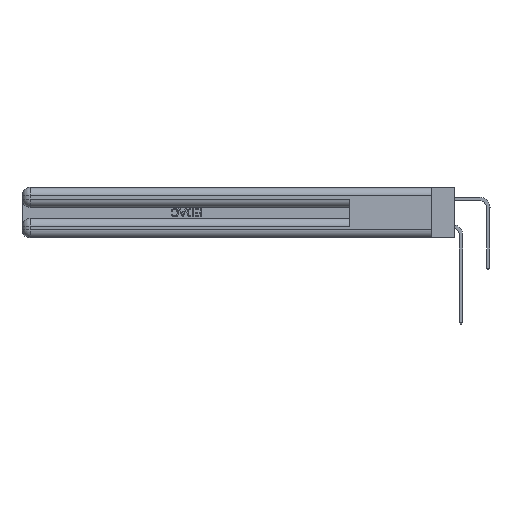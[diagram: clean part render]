
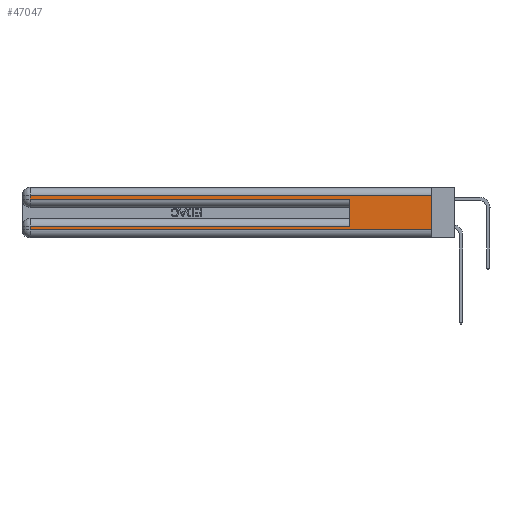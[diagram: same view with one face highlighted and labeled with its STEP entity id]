
A CAD part, left-side view. The second image highlights one B-rep face of the part: STEP entity #47047.
In plain terms, the highlighted planar face has unit normal (-1, 0, 0).
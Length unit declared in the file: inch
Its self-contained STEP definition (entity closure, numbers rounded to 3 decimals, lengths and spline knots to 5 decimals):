
#109 = ORIENTED_EDGE ( 'NONE', *, *, #6029, .T. ) ;
#611 = LINE ( 'NONE', #48171, #30716 ) ;
#1187 = VERTEX_POINT ( 'NONE', #38780 ) ;
#2878 = DIRECTION ( 'NONE',  ( 0., 0., 1. ) ) ;
#3034 = EDGE_CURVE ( 'NONE', #20789, #9192, #24630, .T. ) ;
#3685 = CARTESIAN_POINT ( 'NONE',  ( 0., 0., 0.06 ) ) ;
#5241 = AXIS2_PLACEMENT_3D ( 'NONE', #23518, #8489, #34810 ) ;
#6029 = EDGE_CURVE ( 'NONE', #28006, #26913, #25620, .T. ) ;
#7063 = LINE ( 'NONE', #21817, #8250 ) ;
#7935 = LINE ( 'NONE', #12826, #46477 ) ;
#8250 = VECTOR ( 'NONE', #47752, 39.37008 ) ;
#8489 = DIRECTION ( 'NONE',  ( 1., 0., 0. ) ) ;
#8745 = CARTESIAN_POINT ( 'NONE',  ( 0., 0.6, 0.085 ) ) ;
#9192 = VERTEX_POINT ( 'NONE', #25250 ) ;
#9217 = EDGE_CURVE ( 'NONE', #20789, #43981, #7063, .T. ) ;
#10284 = CARTESIAN_POINT ( 'NONE',  ( 0., 2.94, 0.285 ) ) ;
#10401 = EDGE_CURVE ( 'NONE', #9192, #42537, #44967, .T. ) ;
#12826 = CARTESIAN_POINT ( 'NONE',  ( 0., 0., 0.285 ) ) ;
#14649 = DIRECTION ( 'NONE',  ( 0., 0., -1. ) ) ;
#16018 = ORIENTED_EDGE ( 'NONE', *, *, #3034, .T. ) ;
#16251 = EDGE_CURVE ( 'NONE', #28006, #1187, #28233, .T. ) ;
#17348 = CARTESIAN_POINT ( 'NONE',  ( 0., 2.94, 0.06 ) ) ;
#18050 = CARTESIAN_POINT ( 'NONE',  ( 0., 2.94, 0.37 ) ) ;
#20789 = VERTEX_POINT ( 'NONE', #22644 ) ;
#21817 = CARTESIAN_POINT ( 'NONE',  ( 0., 0., 0.37 ) ) ;
#21879 = DIRECTION ( 'NONE',  ( 0., 0., -1. ) ) ;
#22644 = CARTESIAN_POINT ( 'NONE',  ( 0., 0., 0.31 ) ) ;
#22745 = VECTOR ( 'NONE', #29640, 39.37008 ) ;
#23518 = CARTESIAN_POINT ( 'NONE',  ( 0., 0., 0.37 ) ) ;
#24630 = LINE ( 'NONE', #42463, #42083 ) ;
#25250 = CARTESIAN_POINT ( 'NONE',  ( 0., 2.94, 0.31 ) ) ;
#25253 = VECTOR ( 'NONE', #21879, 39.37008 ) ;
#25620 = LINE ( 'NONE', #28411, #26798 ) ;
#25875 = CARTESIAN_POINT ( 'NONE',  ( 0., 0., 0.06 ) ) ;
#26798 = VECTOR ( 'NONE', #43129, 39.37008 ) ;
#26913 = VERTEX_POINT ( 'NONE', #47534 ) ;
#27302 = PLANE ( 'NONE',  #5241 ) ;
#27463 = ORIENTED_EDGE ( 'NONE', *, *, #10401, .T. ) ;
#27741 = DIRECTION ( 'NONE',  ( 0., 1., 0. ) ) ;
#28006 = VERTEX_POINT ( 'NONE', #8745 ) ;
#28233 = LINE ( 'NONE', #47647, #46731 ) ;
#28411 = CARTESIAN_POINT ( 'NONE',  ( 0., 0., 0.085 ) ) ;
#29289 = EDGE_CURVE ( 'NONE', #40328, #43981, #32689, .T. ) ;
#29640 = DIRECTION ( 'NONE',  ( 0., -1., 0. ) ) ;
#30716 = VECTOR ( 'NONE', #14649, 39.37008 ) ;
#32689 = LINE ( 'NONE', #25875, #22745 ) ;
#34399 = EDGE_LOOP ( 'NONE', ( #43938, #16018, #27463, #37464, #47290, #109, #47423, #47758 ) ) ;
#34810 = DIRECTION ( 'NONE',  ( 0., 0., -1. ) ) ;
#37243 = EDGE_CURVE ( 'NONE', #42537, #1187, #7935, .T. ) ;
#37464 = ORIENTED_EDGE ( 'NONE', *, *, #37243, .T. ) ;
#38780 = CARTESIAN_POINT ( 'NONE',  ( 0., 0.6, 0.285 ) ) ;
#39898 = FACE_OUTER_BOUND ( 'NONE', #34399, .T. ) ;
#40328 = VERTEX_POINT ( 'NONE', #17348 ) ;
#42083 = VECTOR ( 'NONE', #27741, 39.37008 ) ;
#42463 = CARTESIAN_POINT ( 'NONE',  ( 0., 0., 0.31 ) ) ;
#42537 = VERTEX_POINT ( 'NONE', #10284 ) ;
#43129 = DIRECTION ( 'NONE',  ( 0., 1., 0. ) ) ;
#43938 = ORIENTED_EDGE ( 'NONE', *, *, #9217, .F. ) ;
#43981 = VERTEX_POINT ( 'NONE', #3685 ) ;
#44967 = LINE ( 'NONE', #18050, #25253 ) ;
#46388 = DIRECTION ( 'NONE',  ( 0., -1., 0. ) ) ;
#46477 = VECTOR ( 'NONE', #46388, 39.37008 ) ;
#46731 = VECTOR ( 'NONE', #2878, 39.37008 ) ;
#46804 = EDGE_CURVE ( 'NONE', #26913, #40328, #611, .T. ) ;
#47047 = ADVANCED_FACE ( 'NONE', ( #39898 ), #27302, .F. ) ;
#47290 = ORIENTED_EDGE ( 'NONE', *, *, #16251, .F. ) ;
#47423 = ORIENTED_EDGE ( 'NONE', *, *, #46804, .T. ) ;
#47534 = CARTESIAN_POINT ( 'NONE',  ( 0., 2.94, 0.085 ) ) ;
#47647 = CARTESIAN_POINT ( 'NONE',  ( 0., 0.6, 0.145 ) ) ;
#47752 = DIRECTION ( 'NONE',  ( 0., 0., -1. ) ) ;
#47758 = ORIENTED_EDGE ( 'NONE', *, *, #29289, .T. ) ;
#48171 = CARTESIAN_POINT ( 'NONE',  ( 0., 2.94, 0.37 ) ) ;
